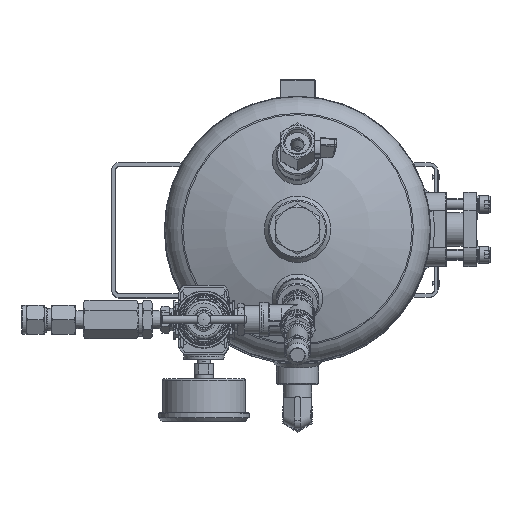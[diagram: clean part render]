
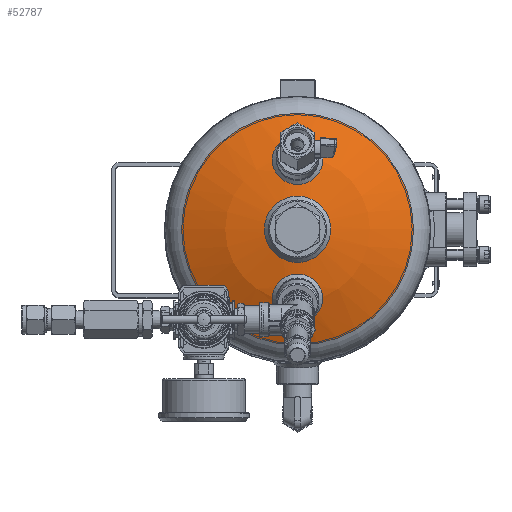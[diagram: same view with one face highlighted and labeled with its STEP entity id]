
A CAD part, top view. The second image highlights one B-rep face of the part: STEP entity #52787.
In plain terms, the highlighted spherical face has radius 202.3 mm.
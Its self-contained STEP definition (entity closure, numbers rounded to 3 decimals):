
#596=SPHERICAL_SURFACE('',#61945,202.3);
#12810=ORIENTED_EDGE('',*,*,#28418,.T.);
#12811=ORIENTED_EDGE('',*,*,#28422,.T.);
#12812=ORIENTED_EDGE('',*,*,#28423,.F.);
#12813=ORIENTED_EDGE('',*,*,#28424,.F.);
#28418=EDGE_CURVE('',#36285,#36285,#41732,.T.);
#28422=EDGE_CURVE('',#36289,#36289,#41736,.T.);
#28423=EDGE_CURVE('',#36290,#36290,#41737,.T.);
#28424=EDGE_CURVE('',#36291,#36291,#41738,.F.);
#36285=VERTEX_POINT('',#81916);
#36289=VERTEX_POINT('',#81926);
#36290=VERTEX_POINT('',#81928);
#36291=VERTEX_POINT('',#81930);
#41732=CIRCLE('',#61940,15.);
#41736=CIRCLE('',#61946,15.);
#41737=CIRCLE('',#61947,87.326);
#41738=CIRCLE('',#61948,20.);
#43692=EDGE_LOOP('',(#12810));
#43693=EDGE_LOOP('',(#12811));
#43694=EDGE_LOOP('',(#12812));
#43695=EDGE_LOOP('',(#12813));
#47869=FACE_BOUND('',#43692,.T.);
#47870=FACE_BOUND('',#43693,.T.);
#47871=FACE_BOUND('',#43694,.T.);
#47872=FACE_BOUND('',#43695,.T.);
#52787=ADVANCED_FACE('',(#47869,#47870,#47871,#47872),#596,.T.);
#61940=AXIS2_PLACEMENT_3D('',#81915,#67628,#67629);
#61945=AXIS2_PLACEMENT_3D('',#81924,#67638,#67639);
#61946=AXIS2_PLACEMENT_3D('',#81925,#67640,#67641);
#61947=AXIS2_PLACEMENT_3D('',#81927,#67642,#67643);
#61948=AXIS2_PLACEMENT_3D('',#81929,#67644,#67645);
#67628=DIRECTION('',(0.259,0.,-0.966));
#67629=DIRECTION('',(0.966,0.,0.259));
#67638=DIRECTION('',(0.,0.,-1.));
#67639=DIRECTION('',(1.,0.,0.));
#67640=DIRECTION('',(-0.259,0.,-0.966));
#67641=DIRECTION('',(-0.966,0.,0.259));
#67642=DIRECTION('',(0.,0.,-1.));
#67643=DIRECTION('',(-1.,0.,0.));
#67644=DIRECTION('',(0.,0.,-1.));
#67645=DIRECTION('',(-1.,0.,0.));
#81915=CARTESIAN_POINT('',(-52.215,0.,46.028));
#81916=CARTESIAN_POINT('',(-37.726,0.,49.911));
#81924=CARTESIAN_POINT('',(0.,0.,-148.841));
#81925=CARTESIAN_POINT('',(52.215,0.,46.028));
#81926=CARTESIAN_POINT('',(37.726,0.,49.911));
#81927=CARTESIAN_POINT('',(0.,0.,33.641));
#81928=CARTESIAN_POINT('',(-87.326,0.,33.641));
#81929=CARTESIAN_POINT('',(0.,0.,52.468));
#81930=CARTESIAN_POINT('',(-20.,0.,52.468));
